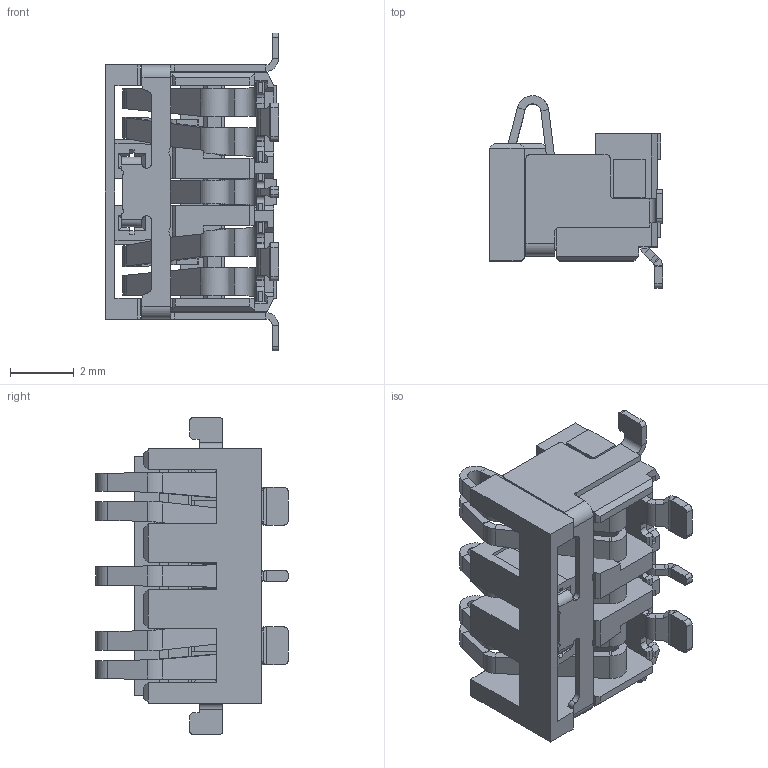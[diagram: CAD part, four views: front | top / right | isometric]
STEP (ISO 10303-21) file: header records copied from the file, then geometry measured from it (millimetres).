
FILE_DESCRIPTION((''),'2;1');
FILE_NAME('52004H-3P_ASM','2020-09-15T',('wuwencong'),(''),'PRO/ENGINEER BY PARAMETRIC TECHNOLOGY CORPORATION, 2007450','PRO/ENGINEER BY PARAMETRIC TECHNOLOGY CORPORATION, 2007450','');
FILE_SCHEMA(('CONFIG_CONTROL_DESIGN'));
Length unit declared in the file: millimetre
Products named in the file (4): 52004S00-3P; 52004M0B-3P-M; 52004P0P-S-XX; 52004H-3P_ASM
Assembly tree (3 placements, depth 2):
  52004H-3P_ASM
    52004S00-3P
    52004M0B-3P-M
    52004P0P-S-XX
Bounding box: 5.45 x 6.05 x 10 mm (x, y, z)
Volume: 83.6 mm3; surface area: 542.8 mm2
Topology: 5 solids, 5 shells, 764 faces, 1959 edges, 1198 vertices
Faces by surface type: plane 575, cylinder 133, bspline 56
Entity records: 24710 total; most frequent: CARTESIAN_POINT 6503, ORIENTED_EDGE 3918, DIRECTION 3459, EDGE_CURVE 1959, VECTOR 1621, LINE 1621, VERTEX_POINT 1198, AXIS2_PLACEMENT_3D 919
